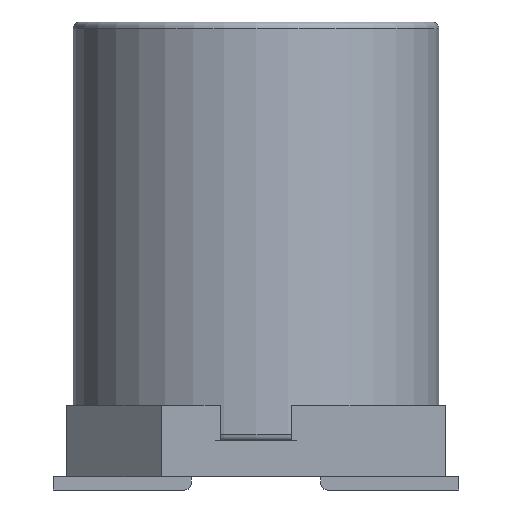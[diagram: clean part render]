
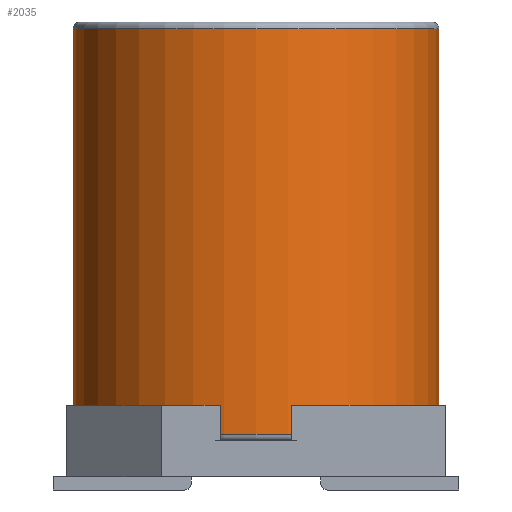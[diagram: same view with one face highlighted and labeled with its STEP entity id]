
A CAD part, front view. The second image highlights one B-rep face of the part: STEP entity #2035.
In plain terms, the highlighted cylindrical face has radius 4.1 mm (diameter 8.2 mm), a full revolution.
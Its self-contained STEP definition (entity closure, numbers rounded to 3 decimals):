
#2035 = ADVANCED_FACE('',(#2036),#2050,.T.);
#2036 = FACE_BOUND('',#2037,.T.);
#2037 = EDGE_LOOP('',(#2038,#2068,#2095,#2096));
#2038 = ORIENTED_EDGE('',*,*,#2039,.T.);
#2039 = EDGE_CURVE('',#2040,#2042,#2044,.T.);
#2040 = VERTEX_POINT('',#2041);
#2041 = CARTESIAN_POINT('',(4.1,0.,1.25));
#2042 = VERTEX_POINT('',#2043);
#2043 = CARTESIAN_POINT('',(4.1,0.,10.35));
#2044 = SEAM_CURVE('',#2045,(#2049,#2061),.PCURVE_S1.);
#2045 = LINE('',#2046,#2047);
#2046 = CARTESIAN_POINT('',(4.1,0.,1.1));
#2047 = VECTOR('',#2048,1.);
#2048 = DIRECTION('',(0.,0.,1.));
#2049 = PCURVE('',#2050,#2055);
#2050 = CYLINDRICAL_SURFACE('',#2051,4.1);
#2051 = AXIS2_PLACEMENT_3D('',#2052,#2053,#2054);
#2052 = CARTESIAN_POINT('',(0.,0.,1.1));
#2053 = DIRECTION('',(0.,0.,1.));
#2054 = DIRECTION('',(1.,0.,0.));
#2055 = DEFINITIONAL_REPRESENTATION('',(#2056),#2060);
#2056 = LINE('',#2057,#2058);
#2057 = CARTESIAN_POINT('',(6.283,-0.));
#2058 = VECTOR('',#2059,1.);
#2059 = DIRECTION('',(0.,1.));
#2060 = ( GEOMETRIC_REPRESENTATION_CONTEXT(2) 
PARAMETRIC_REPRESENTATION_CONTEXT() REPRESENTATION_CONTEXT('2D SPACE',''
  ) );
#2061 = PCURVE('',#2050,#2062);
#2062 = DEFINITIONAL_REPRESENTATION('',(#2063),#2067);
#2063 = LINE('',#2064,#2065);
#2064 = CARTESIAN_POINT('',(0.,-0.));
#2065 = VECTOR('',#2066,1.);
#2066 = DIRECTION('',(0.,1.));
#2067 = ( GEOMETRIC_REPRESENTATION_CONTEXT(2) 
PARAMETRIC_REPRESENTATION_CONTEXT() REPRESENTATION_CONTEXT('2D SPACE',''
  ) );
#2068 = ORIENTED_EDGE('',*,*,#2069,.F.);
#2069 = EDGE_CURVE('',#2042,#2042,#2070,.T.);
#2070 = SURFACE_CURVE('',#2071,(#2076,#2083),.PCURVE_S1.);
#2071 = CIRCLE('',#2072,4.1);
#2072 = AXIS2_PLACEMENT_3D('',#2073,#2074,#2075);
#2073 = CARTESIAN_POINT('',(0.,0.,10.35));
#2074 = DIRECTION('',(0.,0.,1.));
#2075 = DIRECTION('',(1.,0.,-0.));
#2076 = PCURVE('',#2050,#2077);
#2077 = DEFINITIONAL_REPRESENTATION('',(#2078),#2082);
#2078 = LINE('',#2079,#2080);
#2079 = CARTESIAN_POINT('',(0.,9.25));
#2080 = VECTOR('',#2081,1.);
#2081 = DIRECTION('',(1.,0.));
#2082 = ( GEOMETRIC_REPRESENTATION_CONTEXT(2) 
PARAMETRIC_REPRESENTATION_CONTEXT() REPRESENTATION_CONTEXT('2D SPACE',''
  ) );
#2083 = PCURVE('',#2084,#2089);
#2084 = TOROIDAL_SURFACE('',#2085,3.95,0.15);
#2085 = AXIS2_PLACEMENT_3D('',#2086,#2087,#2088);
#2086 = CARTESIAN_POINT('',(0.,0.,10.35));
#2087 = DIRECTION('',(0.,0.,1.));
#2088 = DIRECTION('',(1.,0.,-0.));
#2089 = DEFINITIONAL_REPRESENTATION('',(#2090),#2094);
#2090 = LINE('',#2091,#2092);
#2091 = CARTESIAN_POINT('',(0.,0.));
#2092 = VECTOR('',#2093,1.);
#2093 = DIRECTION('',(1.,0.));
#2094 = ( GEOMETRIC_REPRESENTATION_CONTEXT(2) 
PARAMETRIC_REPRESENTATION_CONTEXT() REPRESENTATION_CONTEXT('2D SPACE',''
  ) );
#2095 = ORIENTED_EDGE('',*,*,#2039,.F.);
#2096 = ORIENTED_EDGE('',*,*,#2097,.T.);
#2097 = EDGE_CURVE('',#2040,#2040,#2098,.T.);
#2098 = SURFACE_CURVE('',#2099,(#2104,#2111),.PCURVE_S1.);
#2099 = CIRCLE('',#2100,4.1);
#2100 = AXIS2_PLACEMENT_3D('',#2101,#2102,#2103);
#2101 = CARTESIAN_POINT('',(0.,0.,1.25));
#2102 = DIRECTION('',(0.,0.,1.));
#2103 = DIRECTION('',(1.,0.,-0.));
#2104 = PCURVE('',#2050,#2105);
#2105 = DEFINITIONAL_REPRESENTATION('',(#2106),#2110);
#2106 = LINE('',#2107,#2108);
#2107 = CARTESIAN_POINT('',(0.,0.15));
#2108 = VECTOR('',#2109,1.);
#2109 = DIRECTION('',(1.,0.));
#2110 = ( GEOMETRIC_REPRESENTATION_CONTEXT(2) 
PARAMETRIC_REPRESENTATION_CONTEXT() REPRESENTATION_CONTEXT('2D SPACE',''
  ) );
#2111 = PCURVE('',#2112,#2117);
#2112 = TOROIDAL_SURFACE('',#2113,3.95,0.15);
#2113 = AXIS2_PLACEMENT_3D('',#2114,#2115,#2116);
#2114 = CARTESIAN_POINT('',(0.,0.,1.25));
#2115 = DIRECTION('',(-0.,-0.,-1.));
#2116 = DIRECTION('',(1.,0.,-0.));
#2117 = DEFINITIONAL_REPRESENTATION('',(#2118),#2122);
#2118 = LINE('',#2119,#2120);
#2119 = CARTESIAN_POINT('',(-0.,0.));
#2120 = VECTOR('',#2121,1.);
#2121 = DIRECTION('',(-1.,0.));
#2122 = ( GEOMETRIC_REPRESENTATION_CONTEXT(2) 
PARAMETRIC_REPRESENTATION_CONTEXT() REPRESENTATION_CONTEXT('2D SPACE',''
  ) );
